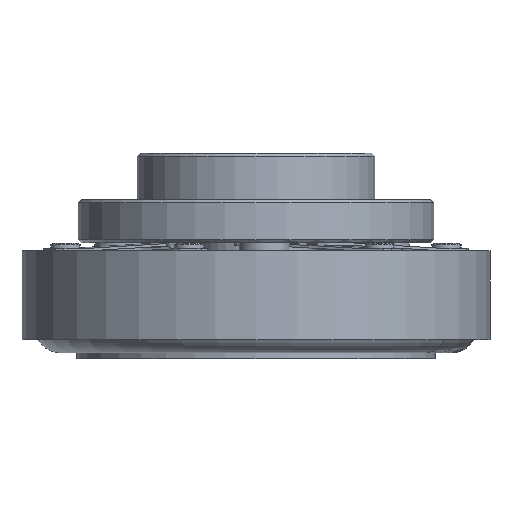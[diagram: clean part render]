
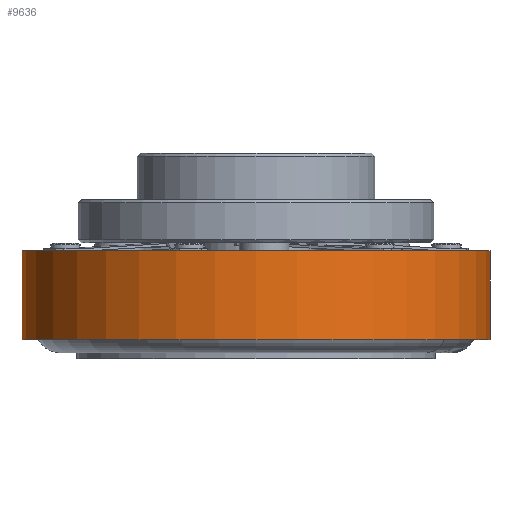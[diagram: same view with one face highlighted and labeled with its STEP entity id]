
A CAD part, front view. The second image highlights one B-rep face of the part: STEP entity #9636.
In plain terms, the highlighted cylindrical face has radius 75 mm (diameter 150 mm), a partial arc.
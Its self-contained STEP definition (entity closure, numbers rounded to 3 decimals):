
#69 = CARTESIAN_POINT ( 'NONE',  ( -75., 0., -67.79 ) ) ;
#259 = CARTESIAN_POINT ( 'NONE',  ( 75., 0., 26.7 ) ) ;
#918 = CARTESIAN_POINT ( 'NONE',  ( 0., 0., -67.79 ) ) ;
#977 = DIRECTION ( 'NONE',  ( 0., 0., -1. ) ) ;
#1423 = AXIS2_PLACEMENT_3D ( 'NONE', #9054, #2318, #10192 ) ;
#1866 = CYLINDRICAL_SURFACE ( 'NONE', #7718, 75. ) ;
#2151 = EDGE_LOOP ( 'NONE', ( #11031, #13434, #8909, #12511 ) ) ;
#2318 = DIRECTION ( 'NONE',  ( 0., 0., 1. ) ) ;
#2817 = EDGE_CURVE ( 'NONE', #7745, #7434, #7273, .T. ) ;
#3534 = CIRCLE ( 'NONE', #8717, 75. ) ;
#3541 = CARTESIAN_POINT ( 'NONE',  ( -75., 0., -1.8 ) ) ;
#3640 = DIRECTION ( 'NONE',  ( 0., 0., -1. ) ) ;
#4015 = CARTESIAN_POINT ( 'NONE',  ( 75., 0., -1.8 ) ) ;
#4401 = VECTOR ( 'NONE', #13536, 1000. ) ;
#4748 = CARTESIAN_POINT ( 'NONE',  ( 0., 0., 26.7 ) ) ;
#5863 = VERTEX_POINT ( 'NONE', #11446 ) ;
#5888 = DIRECTION ( 'NONE',  ( 1., 0., 0. ) ) ;
#7273 = LINE ( 'NONE', #12652, #12907 ) ;
#7434 = VERTEX_POINT ( 'NONE', #4015 ) ;
#7718 = AXIS2_PLACEMENT_3D ( 'NONE', #918, #977, #14417 ) ;
#7745 = VERTEX_POINT ( 'NONE', #259 ) ;
#8717 = AXIS2_PLACEMENT_3D ( 'NONE', #4748, #12627, #5888 ) ;
#8909 = ORIENTED_EDGE ( 'NONE', *, *, #14313, .T. ) ;
#9054 = CARTESIAN_POINT ( 'NONE',  ( 0., 0., -1.8 ) ) ;
#9636 = ADVANCED_FACE ( 'NONE', ( #13827 ), #1866, .T. ) ;
#9733 = EDGE_CURVE ( 'NONE', #12358, #7434, #12077, .T. ) ;
#10192 = DIRECTION ( 'NONE',  ( 1., 0., 0. ) ) ;
#10387 = LINE ( 'NONE', #69, #4401 ) ;
#11031 = ORIENTED_EDGE ( 'NONE', *, *, #2817, .F. ) ;
#11446 = CARTESIAN_POINT ( 'NONE',  ( -75., 0., 26.7 ) ) ;
#12077 = CIRCLE ( 'NONE', #1423, 75. ) ;
#12358 = VERTEX_POINT ( 'NONE', #3541 ) ;
#12511 = ORIENTED_EDGE ( 'NONE', *, *, #9733, .T. ) ;
#12627 = DIRECTION ( 'NONE',  ( 0., 0., 1. ) ) ;
#12652 = CARTESIAN_POINT ( 'NONE',  ( 75., 0., -67.79 ) ) ;
#12907 = VECTOR ( 'NONE', #3640, 1000. ) ;
#13434 = ORIENTED_EDGE ( 'NONE', *, *, #14164, .F. ) ;
#13536 = DIRECTION ( 'NONE',  ( 0., 0., -1. ) ) ;
#13827 = FACE_OUTER_BOUND ( 'NONE', #2151, .T. ) ;
#14164 = EDGE_CURVE ( 'NONE', #5863, #7745, #3534, .T. ) ;
#14313 = EDGE_CURVE ( 'NONE', #5863, #12358, #10387, .T. ) ;
#14417 = DIRECTION ( 'NONE',  ( -1., 0., 0. ) ) ;
